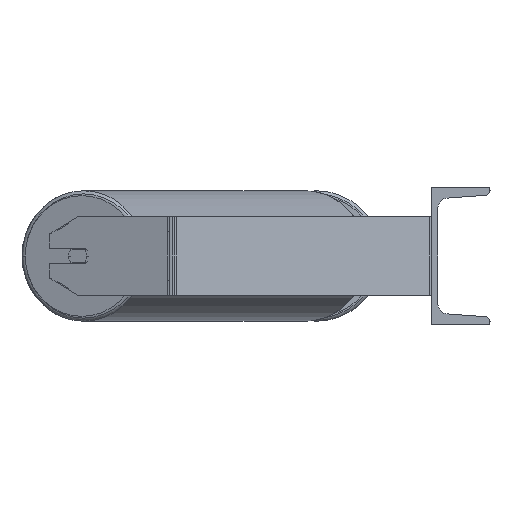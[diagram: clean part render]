
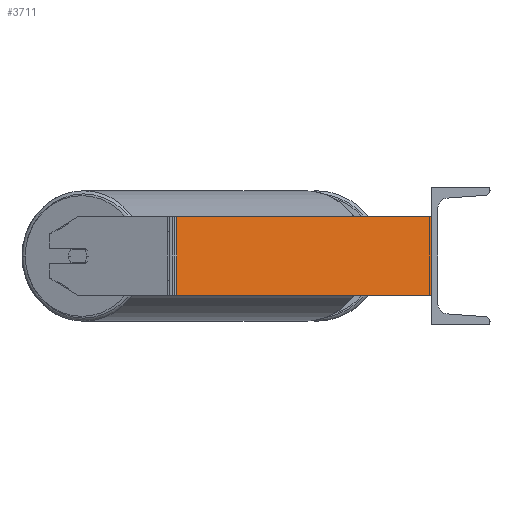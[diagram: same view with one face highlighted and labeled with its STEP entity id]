
A CAD part, left-side view. The second image highlights one B-rep face of the part: STEP entity #3711.
In plain terms, the highlighted planar face has unit normal (-0.966, -0.259, 0).
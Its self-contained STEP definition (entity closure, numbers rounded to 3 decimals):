
#31 = VERTEX_POINT ( 'NONE', #945 ) ;
#354 = VERTEX_POINT ( 'NONE', #7879 ) ;
#449 = VECTOR ( 'NONE', #6234, 1000. ) ;
#938 = CARTESIAN_POINT ( 'NONE',  ( -1055.765, 264.099, 40. ) ) ;
#945 = CARTESIAN_POINT ( 'NONE',  ( -985., 0., 40. ) ) ;
#990 = DIRECTION ( 'NONE',  ( 0.966, 0.259, 0. ) ) ;
#1182 = LINE ( 'NONE', #6194, #449 ) ;
#1311 = CARTESIAN_POINT ( 'NONE',  ( -1055.765, 264.099, -40. ) ) ;
#1556 = EDGE_LOOP ( 'NONE', ( #3908, #5319, #8843, #1675 ) ) ;
#1644 = PLANE ( 'NONE',  #8771 ) ;
#1675 = ORIENTED_EDGE ( 'NONE', *, *, #2225, .T. ) ;
#1972 = CARTESIAN_POINT ( 'NONE',  ( -1054.459, 259.226, -40. ) ) ;
#2159 = CARTESIAN_POINT ( 'NONE',  ( -985., 0., 40. ) ) ;
#2225 = EDGE_CURVE ( 'NONE', #354, #6649, #2608, .T. ) ;
#2234 = EDGE_CURVE ( 'NONE', #6649, #9079, #6679, .T. ) ;
#2608 = LINE ( 'NONE', #8235, #3569 ) ;
#3106 = VECTOR ( 'NONE', #4977, 1000. ) ;
#3158 = VECTOR ( 'NONE', #5520, 1000. ) ;
#3569 = VECTOR ( 'NONE', #8137, 1000. ) ;
#3711 = ADVANCED_FACE ( 'NONE', ( #7924 ), #1644, .F. ) ;
#3766 = DIRECTION ( 'NONE',  ( -0.259, 0.966, 0. ) ) ;
#3908 = ORIENTED_EDGE ( 'NONE', *, *, #2234, .T. ) ;
#4977 = DIRECTION ( 'NONE',  ( 0., 0., -1. ) ) ;
#5319 = ORIENTED_EDGE ( 'NONE', *, *, #7156, .F. ) ;
#5520 = DIRECTION ( 'NONE',  ( 0.259, -0.966, 0. ) ) ;
#6194 = CARTESIAN_POINT ( 'NONE',  ( -1055.765, 264.099, 40. ) ) ;
#6234 = DIRECTION ( 'NONE',  ( 0.259, -0.966, 0. ) ) ;
#6649 = VERTEX_POINT ( 'NONE', #1972 ) ;
#6679 = LINE ( 'NONE', #1311, #3158 ) ;
#7156 = EDGE_CURVE ( 'NONE', #31, #9079, #8486, .T. ) ;
#7691 = EDGE_CURVE ( 'NONE', #354, #31, #1182, .T. ) ;
#7879 = CARTESIAN_POINT ( 'NONE',  ( -1054.459, 259.226, 40. ) ) ;
#7924 = FACE_OUTER_BOUND ( 'NONE', #1556, .T. ) ;
#8137 = DIRECTION ( 'NONE',  ( 0., 0., -1. ) ) ;
#8235 = CARTESIAN_POINT ( 'NONE',  ( -1054.459, 259.226, 40. ) ) ;
#8486 = LINE ( 'NONE', #2159, #3106 ) ;
#8771 = AXIS2_PLACEMENT_3D ( 'NONE', #938, #990, #3766 ) ;
#8780 = CARTESIAN_POINT ( 'NONE',  ( -985., 0., -40. ) ) ;
#8843 = ORIENTED_EDGE ( 'NONE', *, *, #7691, .F. ) ;
#9079 = VERTEX_POINT ( 'NONE', #8780 ) ;
